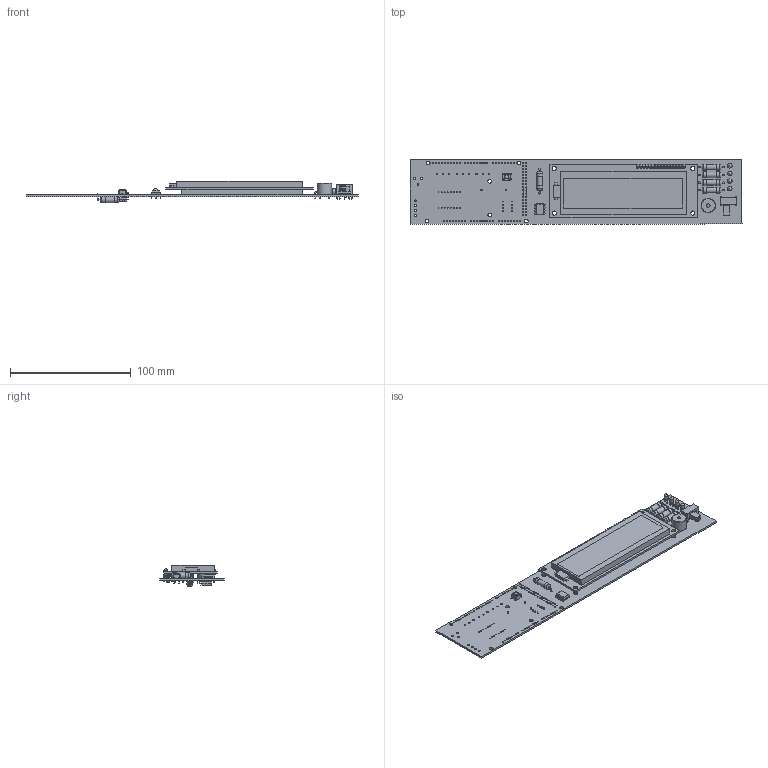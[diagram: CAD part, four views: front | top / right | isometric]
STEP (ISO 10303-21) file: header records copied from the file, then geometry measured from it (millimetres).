
FILE_DESCRIPTION(('KiCad electronic assembly'),'2;1');
FILE_NAME('Esquematico.step','2020-04-05T18:10:57',('An Author'),( 'A Company'),'Open CASCADE STEP processor 6.9', 'KiCad to STEP converter','Unknown');
FILE_SCHEMA(('AUTOMOTIVE_DESIGN { 1 0 10303 214 1 1 1 1 }'));
Length unit declared in the file: millimetre
Products named in the file (19): Open CASCADE STEP translator 6.9 1; Socket_header_Arduino_2x18; Socket_header_Arduino_1x08; Socket_header_Arduino_1x10; MagneticBuzzer_ProSignal_ABI-010-RC; SOLID; LED_D3.0mm; HY1602E; DIP-8_W7.62mm; R_Axial_DIN0516_L15.5mm_D5.0mm_P20.32mm_Horizontal; SW_PUSH_6mm; SW_E-Switch_EG1224_SPDT_Angled; COMPOUND
Assembly tree (31 placements, depth 3):
  Open CASCADE STEP translator 6.9 1
    Socket_header_Arduino_2x18
    Socket_header_Arduino_1x08  x5
    Socket_header_Arduino_1x10
    MagneticBuzzer_ProSignal_ABI-010-RC
      SOLID
    LED_D3.0mm  x4
      SOLID
    HY1602E
      SOLID
    DIP-8_W7.62mm  x2
      SOLID
    R_Axial_DIN0516_L15.5mm_D5.0mm_P20.32mm_Horizontal  x6
      SOLID
    SW_PUSH_6mm
      SOLID
    SW_E-Switch_EG1224_SPDT_Angled
      SOLID
    COMPOUND
Bounding box: 275.34 x 53.37 x 18.1 mm (x, y, z)
Volume: 56721.5 mm3; surface area: 49978.4 mm2
Topology: 17 solids, 17 shells, 1092 faces, 2806 edges, 1771 vertices
Faces by surface type: plane 603, cylinder 414, bspline 40, torus 31, sphere 4
Full cylindrical faces by diameter (mm): 0.8 x56, 0.9 x13, 1 x22, 1.016 x86, 1.1 x4, 1.2 x32, 1.3 x9, 1.6 x3, 1.7 x4, 2.8 x1, 3.048 x6, 3.5 x9, 4.5 x6, 5 x12, 12 x1
Entity records: 61640 total; most frequent: CARTESIAN_POINT 13324, DIRECTION 8256, LINE 4935, VECTOR 4935, ORIENTED_EDGE 4322, PCURVE 4322, DEFINITIONAL_REPRESENTATION 4322, EDGE_CURVE 2161
